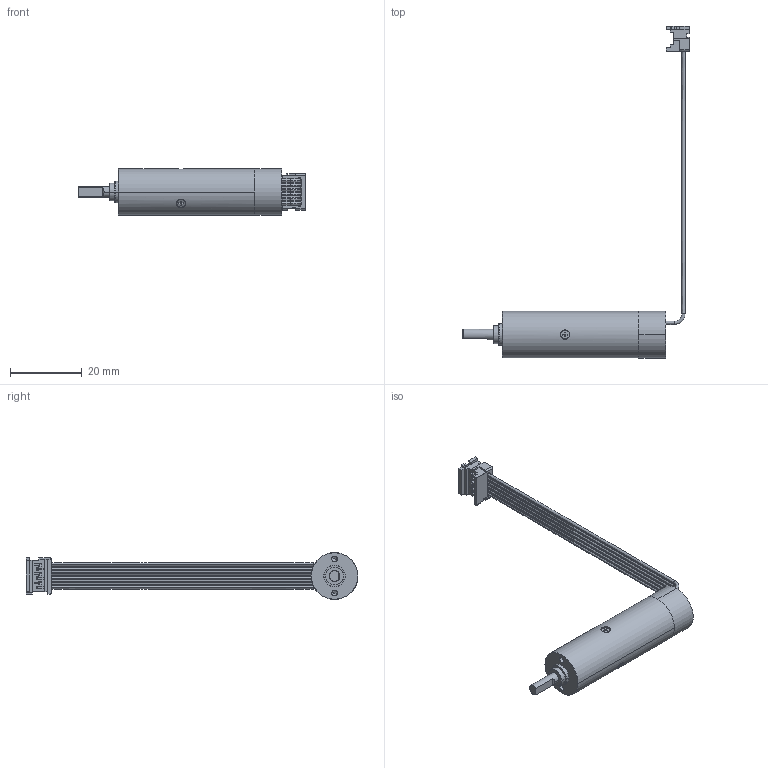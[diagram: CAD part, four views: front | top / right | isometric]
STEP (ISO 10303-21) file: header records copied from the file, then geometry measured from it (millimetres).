
FILE_DESCRIPTION((''),'2;1');
FILE_NAME('4696320000820_SW0001','2023-04-28T13:31:17',('BU5.RD'),(''),'CREO PARAMETRIC BY PTC INC, 2018100','CREO PARAMETRIC BY PTC INC, 2018100','');
FILE_SCHEMA(('CONFIG_CONTROL_DESIGN'));
Length unit declared in the file: millimetre
Products named in the file (1): 4696320000820_SW0001
Bounding box: 62.85 x 92.26 x 13.01 mm (x, y, z)
Volume: 6788.8 mm3; surface area: 4187.7 mm2
Topology: 1 solids, 1 shells, 618 faces, 1670 edges, 1077 vertices
Faces by surface type: plane 394, cylinder 129, bspline 66, cone 29
Entity records: 21762 total; most frequent: CARTESIAN_POINT 6574, ORIENTED_EDGE 3332, DIRECTION 2813, EDGE_CURVE 1666, VECTOR 1215, LINE 1215, VERTEX_POINT 1077, AXIS2_PLACEMENT_3D 799
